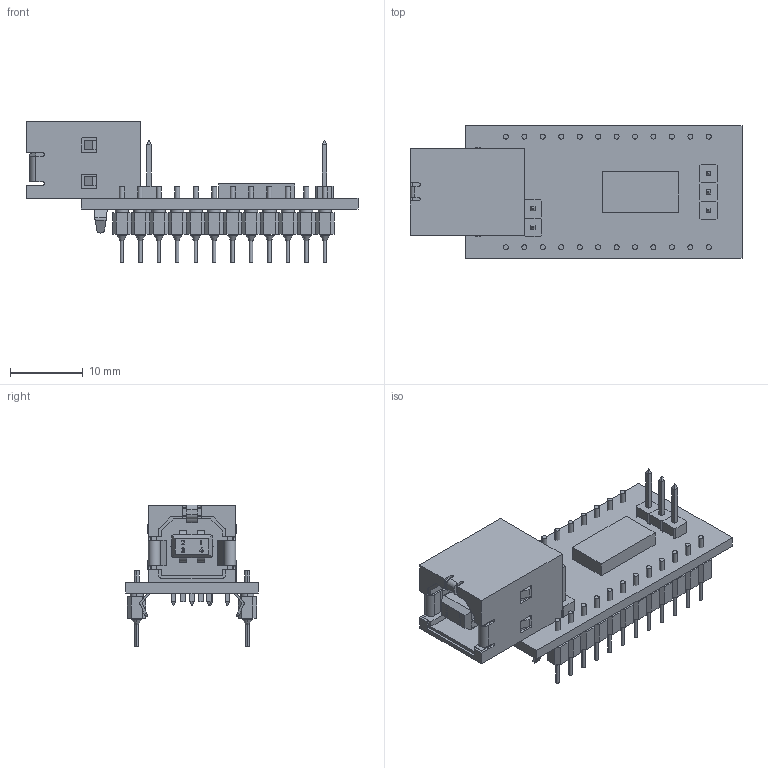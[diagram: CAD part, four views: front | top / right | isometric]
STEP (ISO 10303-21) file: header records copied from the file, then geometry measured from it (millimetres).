
FILE_DESCRIPTION((''),'2;1');
FILE_NAME('PCBM_FTDI_UM245R.stp','2012-03-01T16:08:55',(''),(''),'Mechanical Desktop 2011','Mechanical Desktop 2011',', , ');
FILE_SCHEMA(('AUTOMOTIVE_DESIGN { 1 2 10303 214 1 1 1 1 }'));
Length unit declared in the file: millimetre
Products named in the file (1): Product
Bounding box: 45.72 x 18.29 x 19.55 mm (x, y, z)
Volume: 3114.1 mm3; surface area: 5958.8 mm2
Topology: 151 solids, 152 shells, 1222 faces, 2723 edges, 1770 vertices
Faces by surface type: plane 925, cylinder 218, cone 48, bspline 31
Entity records: 33207 total; most frequent: CARTESIAN_POINT 5895, DIRECTION 5535, ORIENTED_EDGE 5350, EDGE_CURVE 2675, VECTOR 2175, LINE 2175, VERTEX_POINT 1770, AXIS2_PLACEMENT_3D 1680
